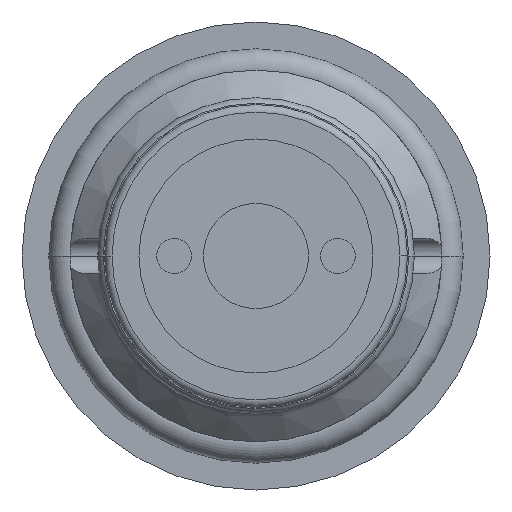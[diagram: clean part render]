
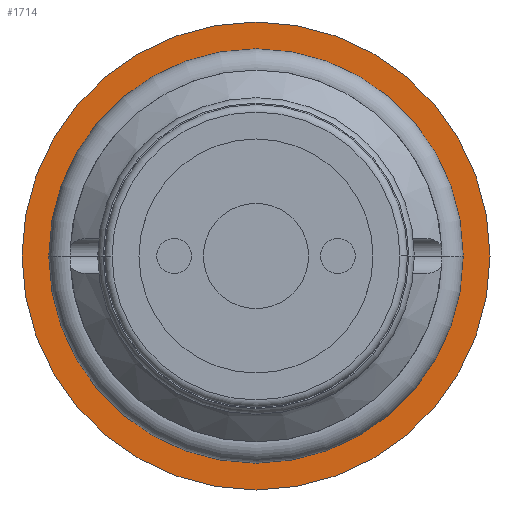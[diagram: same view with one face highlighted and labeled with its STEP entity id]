
A CAD part, front view. The second image highlights one B-rep face of the part: STEP entity #1714.
In plain terms, the highlighted planar face has unit normal (0, -1, 0).
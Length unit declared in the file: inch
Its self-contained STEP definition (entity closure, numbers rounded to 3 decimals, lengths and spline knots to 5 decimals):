
#441=CARTESIAN_POINT('',(0.,1.125,0.));
#442=DIRECTION('',(0.,-1.,0.));
#443=DIRECTION('',(1.,0.,0.));
#444=AXIS2_PLACEMENT_3D('',#441,#442,#443);
#446=CARTESIAN_POINT('',(0.,1.125,0.));
#447=DIRECTION('',(0.,-1.,0.));
#448=DIRECTION('',(-1.,0.,0.));
#449=AXIS2_PLACEMENT_3D('',#446,#447,#448);
#460=CARTESIAN_POINT('',(0.,1.125,0.));
#461=DIRECTION('',(0.,1.,0.));
#462=DIRECTION('',(1.,0.,0.));
#463=AXIS2_PLACEMENT_3D('',#460,#461,#462);
#616=CARTESIAN_POINT('',(0.,1.125,0.));
#617=DIRECTION('',(0.,-1.,0.));
#618=DIRECTION('',(1.,0.,0.));
#619=AXIS2_PLACEMENT_3D('',#616,#617,#618);
#1042=CARTESIAN_POINT('',(0.625,1.125,0.));
#1043=CARTESIAN_POINT('',(-0.625,1.125,0.));
#1044=VERTEX_POINT('',#1042);
#1045=VERTEX_POINT('',#1043);
#1054=CARTESIAN_POINT('',(0.467,1.125,0.));
#1055=CARTESIAN_POINT('',(-0.467,1.125,0.));
#1056=VERTEX_POINT('',#1054);
#1057=VERTEX_POINT('',#1055);
#1698=CARTESIAN_POINT('',(0.,1.125,0.));
#1699=DIRECTION('',(0.,-1.,0.));
#1700=DIRECTION('',(-1.,0.,0.));
#1701=AXIS2_PLACEMENT_3D('',#1698,#1699,#1700);
#1702=PLANE('',#1701);
#1704=ORIENTED_EDGE('',*,*,#1703,.T.);
#1706=ORIENTED_EDGE('',*,*,#1705,.F.);
#1707=EDGE_LOOP('',(#1704,#1706));
#1708=FACE_OUTER_BOUND('',#1707,.F.);
#1710=ORIENTED_EDGE('',*,*,#1709,.T.);
#1711=ORIENTED_EDGE('',*,*,#1688,.T.);
#1712=EDGE_LOOP('',(#1710,#1711));
#1713=FACE_BOUND('',#1712,.F.);
#445=CIRCLE('',#444,0.467);
#450=CIRCLE('',#449,0.467);
#464=CIRCLE('',#463,0.625);
#620=CIRCLE('',#619,0.625);
#1688=EDGE_CURVE('',#1057,#1056,#450,.T.);
#1703=EDGE_CURVE('',#1044,#1045,#464,.T.);
#1705=EDGE_CURVE('',#1044,#1045,#620,.T.);
#1709=EDGE_CURVE('',#1056,#1057,#445,.T.);
#1714=ADVANCED_FACE('',(#1708,#1713),#1702,.T.);
